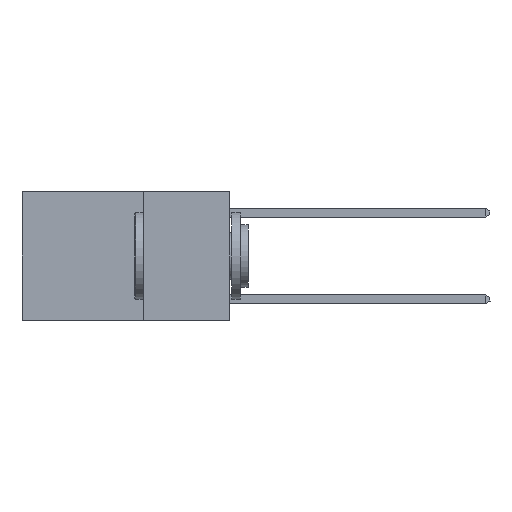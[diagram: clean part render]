
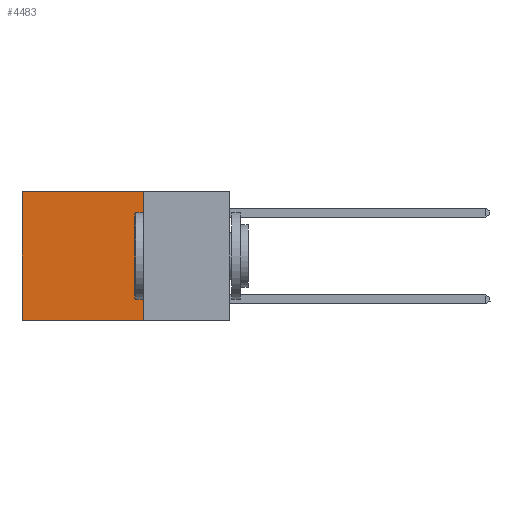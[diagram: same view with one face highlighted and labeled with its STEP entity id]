
A CAD part, left-side view. The second image highlights one B-rep face of the part: STEP entity #4483.
In plain terms, the highlighted planar face has unit normal (-1, 0, 0).
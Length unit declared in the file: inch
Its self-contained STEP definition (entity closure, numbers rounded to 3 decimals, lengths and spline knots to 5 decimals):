
#1456 = CARTESIAN_POINT ( 'NONE',  ( 0.2625, 0.6, 0. ) ) ;
#2026 = EDGE_LOOP ( 'NONE', ( #15326, #16429, #7409, #2757 ) ) ;
#2757 = ORIENTED_EDGE ( 'NONE', *, *, #15475, .T. ) ;
#3621 = VERTEX_POINT ( 'NONE', #14383 ) ;
#3764 = LINE ( 'NONE', #9182, #8720 ) ;
#3792 = CARTESIAN_POINT ( 'NONE',  ( 0.2625, 0.6, -0.37 ) ) ;
#4206 = VECTOR ( 'NONE', #14942, 39.37008 ) ;
#4306 = DIRECTION ( 'NONE',  ( 0., 1., 0. ) ) ;
#4483 = ADVANCED_FACE ( 'NONE', ( #9244 ), #19127, .F. ) ;
#5650 = LINE ( 'NONE', #25250, #10632 ) ;
#6417 = VERTEX_POINT ( 'NONE', #25385 ) ;
#7409 = ORIENTED_EDGE ( 'NONE', *, *, #10393, .F. ) ;
#8711 = EDGE_CURVE ( 'NONE', #3621, #17577, #3764, .T. ) ;
#8720 = VECTOR ( 'NONE', #15521, 39.37008 ) ;
#9182 = CARTESIAN_POINT ( 'NONE',  ( 0.2625, 0.25, -0.37 ) ) ;
#9244 = FACE_OUTER_BOUND ( 'NONE', #2026, .T. ) ;
#9390 = DIRECTION ( 'NONE',  ( 0., 0., -1. ) ) ;
#10393 = EDGE_CURVE ( 'NONE', #6417, #3621, #21675, .T. ) ;
#10533 = VECTOR ( 'NONE', #9390, 39.37008 ) ;
#10632 = VECTOR ( 'NONE', #4306, 39.37008 ) ;
#10748 = CARTESIAN_POINT ( 'NONE',  ( 0.2625, 0.25, 0. ) ) ;
#12192 = AXIS2_PLACEMENT_3D ( 'NONE', #10748, #25302, #12853 ) ;
#12835 = CARTESIAN_POINT ( 'NONE',  ( 0.2625, 0.6, 0. ) ) ;
#12853 = DIRECTION ( 'NONE',  ( 0., 0., -1. ) ) ;
#13266 = VERTEX_POINT ( 'NONE', #1456 ) ;
#14383 = CARTESIAN_POINT ( 'NONE',  ( 0.2625, 0.25, -0.37 ) ) ;
#14942 = DIRECTION ( 'NONE',  ( 0., 0., -1. ) ) ;
#15326 = ORIENTED_EDGE ( 'NONE', *, *, #20866, .T. ) ;
#15475 = EDGE_CURVE ( 'NONE', #6417, #13266, #5650, .T. ) ;
#15521 = DIRECTION ( 'NONE',  ( 0., 1., 0. ) ) ;
#16429 = ORIENTED_EDGE ( 'NONE', *, *, #8711, .F. ) ;
#17577 = VERTEX_POINT ( 'NONE', #3792 ) ;
#19127 = PLANE ( 'NONE',  #12192 ) ;
#19889 = CARTESIAN_POINT ( 'NONE',  ( 0.2625, 0.25, 0. ) ) ;
#20866 = EDGE_CURVE ( 'NONE', #13266, #17577, #21005, .T. ) ;
#21005 = LINE ( 'NONE', #12835, #4206 ) ;
#21675 = LINE ( 'NONE', #19889, #10533 ) ;
#25250 = CARTESIAN_POINT ( 'NONE',  ( 0.2625, 0.25, 0. ) ) ;
#25302 = DIRECTION ( 'NONE',  ( 1., 0., 0. ) ) ;
#25385 = CARTESIAN_POINT ( 'NONE',  ( 0.2625, 0.25, 0. ) ) ;
